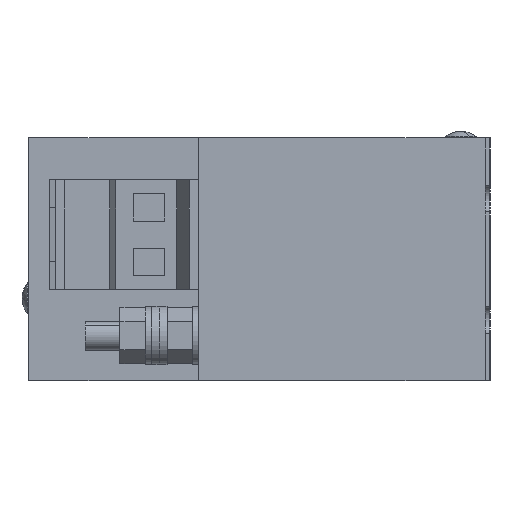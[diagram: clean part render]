
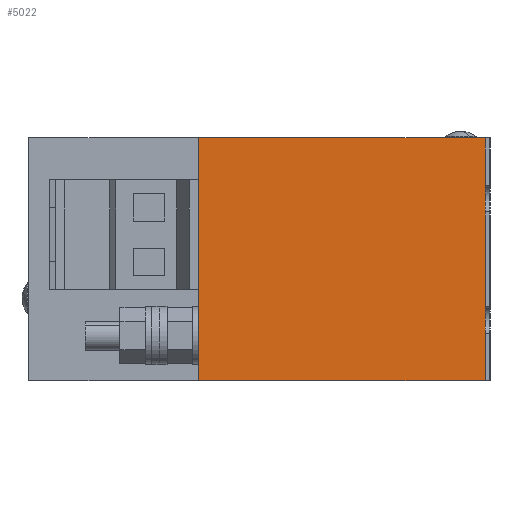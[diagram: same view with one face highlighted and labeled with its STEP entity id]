
A CAD part, left-side view. The second image highlights one B-rep face of the part: STEP entity #5022.
In plain terms, the highlighted planar face has unit normal (-1, 0, 0).
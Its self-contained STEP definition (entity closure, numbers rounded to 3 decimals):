
#129 = ORIENTED_EDGE ( 'NONE', *, *, #5825, .F. ) ;
#192 = DIRECTION ( 'NONE',  ( -1., 0., 0. ) ) ;
#249 = VECTOR ( 'NONE', #4226, 1000. ) ;
#436 = CARTESIAN_POINT ( 'NONE',  ( -100., 59., -24.5 ) ) ;
#552 = VERTEX_POINT ( 'NONE', #646 ) ;
#646 = CARTESIAN_POINT ( 'NONE',  ( -100., 59., -24.5 ) ) ;
#695 = VECTOR ( 'NONE', #5366, 1000. ) ;
#882 = LINE ( 'NONE', #436, #695 ) ;
#1214 = FACE_OUTER_BOUND ( 'NONE', #2590, .T. ) ;
#1630 = EDGE_CURVE ( 'NONE', #1698, #2415, #4368, .T. ) ;
#1690 = PLANE ( 'NONE',  #5078 ) ;
#1698 = VERTEX_POINT ( 'NONE', #4328 ) ;
#1831 = DIRECTION ( 'NONE',  ( 0., -1., 0. ) ) ;
#2077 = CARTESIAN_POINT ( 'NONE',  ( -100., 59., -24.5 ) ) ;
#2214 = ORIENTED_EDGE ( 'NONE', *, *, #3173, .F. ) ;
#2415 = VERTEX_POINT ( 'NONE', #3443 ) ;
#2590 = EDGE_LOOP ( 'NONE', ( #2653, #129, #2214, #5590 ) ) ;
#2653 = ORIENTED_EDGE ( 'NONE', *, *, #1630, .T. ) ;
#2763 = LINE ( 'NONE', #4714, #249 ) ;
#2850 = CARTESIAN_POINT ( 'NONE',  ( -100., 59., 25.5 ) ) ;
#3143 = VECTOR ( 'NONE', #1831, 1000. ) ;
#3173 = EDGE_CURVE ( 'NONE', #552, #5809, #2763, .T. ) ;
#3443 = CARTESIAN_POINT ( 'NONE',  ( -100., 0., 25.5 ) ) ;
#3771 = LINE ( 'NONE', #2850, #3143 ) ;
#4220 = CARTESIAN_POINT ( 'NONE',  ( -100., 59., 25.5 ) ) ;
#4226 = DIRECTION ( 'NONE',  ( 0., 0., 1. ) ) ;
#4328 = CARTESIAN_POINT ( 'NONE',  ( -100., 0., -24.5 ) ) ;
#4368 = LINE ( 'NONE', #5875, #5296 ) ;
#4714 = CARTESIAN_POINT ( 'NONE',  ( -100., 59., -24.5 ) ) ;
#5019 = DIRECTION ( 'NONE',  ( 0., 0., 1. ) ) ;
#5022 = ADVANCED_FACE ( 'NONE', ( #1214 ), #1690, .T. ) ;
#5078 = AXIS2_PLACEMENT_3D ( 'NONE', #2077, #192, #5019 ) ;
#5296 = VECTOR ( 'NONE', #6326, 1000. ) ;
#5366 = DIRECTION ( 'NONE',  ( 0., -1., 0. ) ) ;
#5534 = EDGE_CURVE ( 'NONE', #552, #1698, #882, .T. ) ;
#5590 = ORIENTED_EDGE ( 'NONE', *, *, #5534, .T. ) ;
#5809 = VERTEX_POINT ( 'NONE', #4220 ) ;
#5825 = EDGE_CURVE ( 'NONE', #5809, #2415, #3771, .T. ) ;
#5875 = CARTESIAN_POINT ( 'NONE',  ( -100., 0., -24.5 ) ) ;
#6326 = DIRECTION ( 'NONE',  ( 0., 0., 1. ) ) ;
